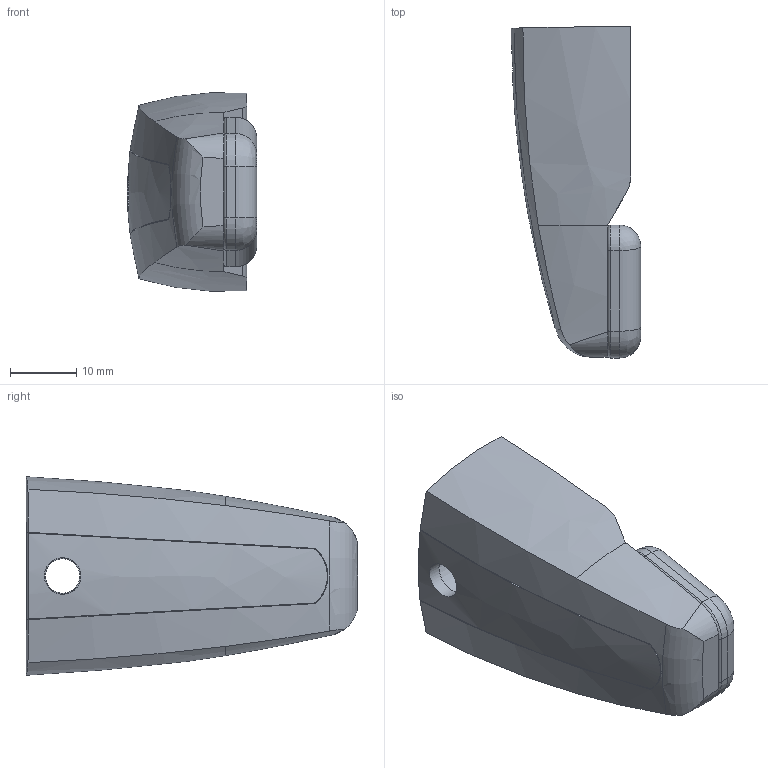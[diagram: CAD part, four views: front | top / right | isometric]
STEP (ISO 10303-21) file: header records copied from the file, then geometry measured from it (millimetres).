
FILE_DESCRIPTION(/* description */ ('AUB Co-act EGP-Top jaw AUB Co-act EGP'),/* implementation_level */ '2;1');
FILE_NAME(/* name */ '24.stp',/* time_stamp */ '2022-09-14T01:38:54+02:00',/* author */ ('Robert'),/* organization */ ('SCHUNK'),/* preprocessor_version */ 'ST-DEVELOPER v19',/* originating_system */ 'Autodesk Inventor 2023',/* authorisation */ '');
FILE_SCHEMA (('AUTOMOTIVE_DESIGN { 1 0 10303 214 3 1 1 }'));
Length unit declared in the file: millimetre
Products named in the file (4): SCHUNK-1401286 AUB Co-act EGP 40 12/24, Fingereinsatz Typ A Co-act EG
P-C; Dummy SCHUNK-1401286 AUB Co-act EGP 40 12/24, Fingereinsatz Typ A Co-
act EGP-C; SCHUNK-1012603-FIN Co-act EGP 40/24; SCHUNK-1352153-Fingereinsatz Typ A Co-act EGP-C
Assembly tree (3 placements, depth 2):
  SCHUNK-1401286 AUB Co-act EGP 40 12/24, Fingereinsatz Typ A Co-act EG
P-C
    Dummy SCHUNK-1401286 AUB Co-act EGP 40 12/24, Fingereinsatz Typ A Co-
act EGP-C
    SCHUNK-1012603-FIN Co-act EGP 40/24
    SCHUNK-1352153-Fingereinsatz Typ A Co-act EGP-C
Bounding box: 19.49 x 50 x 29.91 mm (x, y, z)
Volume: 16382.5 mm3; surface area: 6463.1 mm2
Topology: 2 solids, 2 shells, 60 faces, 145 edges, 91 vertices
Faces by surface type: plane 24, cylinder 21, bspline 8, torus 5, sphere 2
Full cylindrical faces by diameter (mm): 5.2 x1, 5.5 x1, 9 x1
Entity records: 2151 total; most frequent: CARTESIAN_POINT 618, ORIENTED_EDGE 290, DIRECTION 273, EDGE_CURVE 145, AXIS2_PLACEMENT_3D 105, VERTEX_POINT 91, EDGE_LOOP 64, LINE 63
